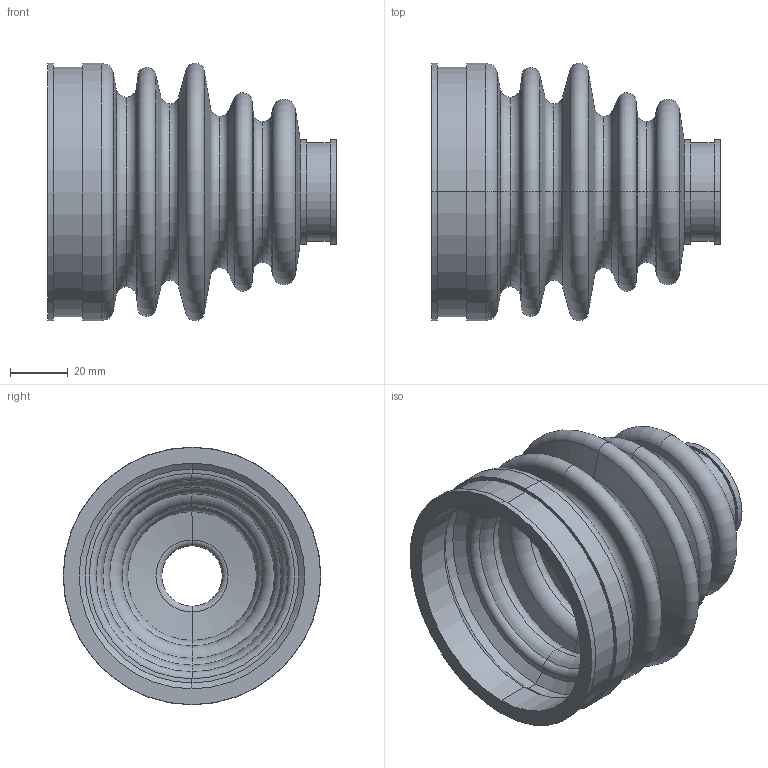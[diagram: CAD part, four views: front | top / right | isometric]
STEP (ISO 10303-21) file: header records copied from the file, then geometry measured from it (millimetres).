
FILE_DESCRIPTION (( 'STEP AP203' ), '1' );
FILE_NAME ('185-10C Outboard Boot.STEP', '2013-12-18T21:29:17', ( 'Dan''s Work CPU' ), ( '' ), 'SwSTEP 2.0', 'SolidWorks 2012', '' );
FILE_SCHEMA (( 'CONFIG_CONTROL_DESIGN' ));
Length unit declared in the file: inch
Products named in the file (1): 185-10C Outboard Boot
Bounding box: 99.52 x 88.89 x 88.89 mm (x, y, z)
Volume: 88931.8 mm3; surface area: 71874 mm2
Topology: 1 solids, 1 shells, 118 faces, 236 edges, 124 vertices
Faces by surface type: torus 54, cone 40, cylinder 18, plane 6
Entity records: 3121 total; most frequent: DIRECTION 652, CARTESIAN_POINT 479, ORIENTED_EDGE 472, AXIS2_PLACEMENT_3D 297, EDGE_CURVE 236, CIRCLE 178, EDGE_LOOP 124, VERTEX_POINT 124
